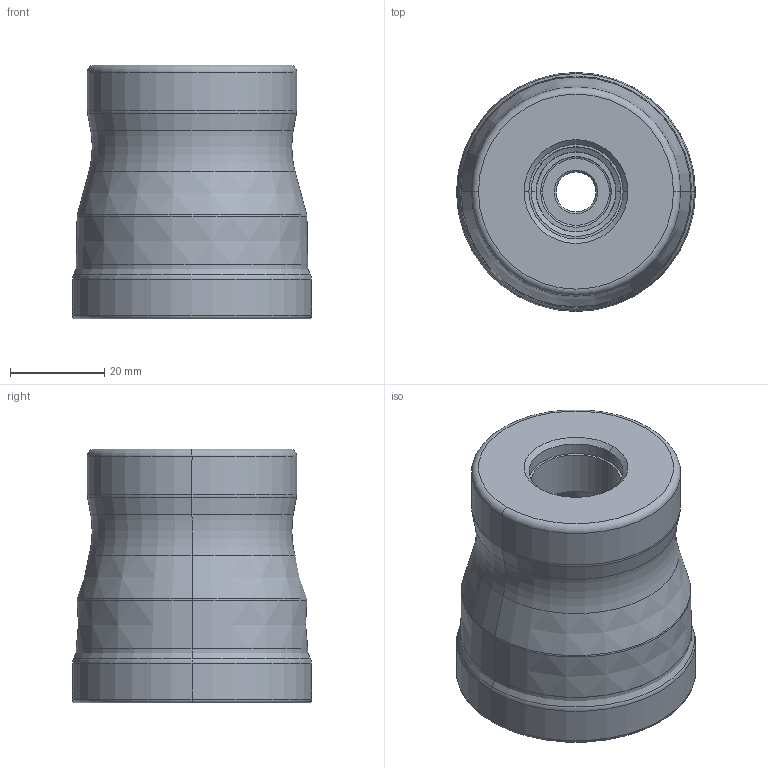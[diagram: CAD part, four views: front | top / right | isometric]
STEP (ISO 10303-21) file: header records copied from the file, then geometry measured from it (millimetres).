
FILE_DESCRIPTION(/* description */ (''),/* implementation_level */ '2;1');
FILE_NAME(/* name */ 'WWX400UR2_0003AA_IR0_031.stp',/* time_stamp */ '2021-02-02T08:24:53+09:00',/* author */ (''),/* organization */ (''),/* preprocessor_version */ 'ST-DEVELOPER v16',/* originating_system */ 'SIEMENS PLM Software NX 10.0',/* authorisation */ '');
FILE_SCHEMA (('AUTOMOTIVE_DESIGN { 1 0 10303 214 3 1 1 1 }'));
Length unit declared in the file: millimetre
Products named in the file (1): WWX400UR2_0003AA_IR0_031_ASM
Bounding box: 50.8 x 50.8 x 53.98 mm (x, y, z)
Volume: 92093.3 mm3; surface area: 19465.3 mm2
Topology: 2 solids, 2 shells, 133 faces, 351 edges, 259 vertices
Faces by surface type: torus 42, revolution 26, cone 22, cylinder 20, bspline 16, plane 7
Entity records: 5521 total; most frequent: CARTESIAN_POINT 2028, DIRECTION 774, ORIENTED_EDGE 640, AXIS2_PLACEMENT_3D 352, EDGE_CURVE 320, CIRCLE 250, VERTEX_POINT 194, EDGE_LOOP 140
